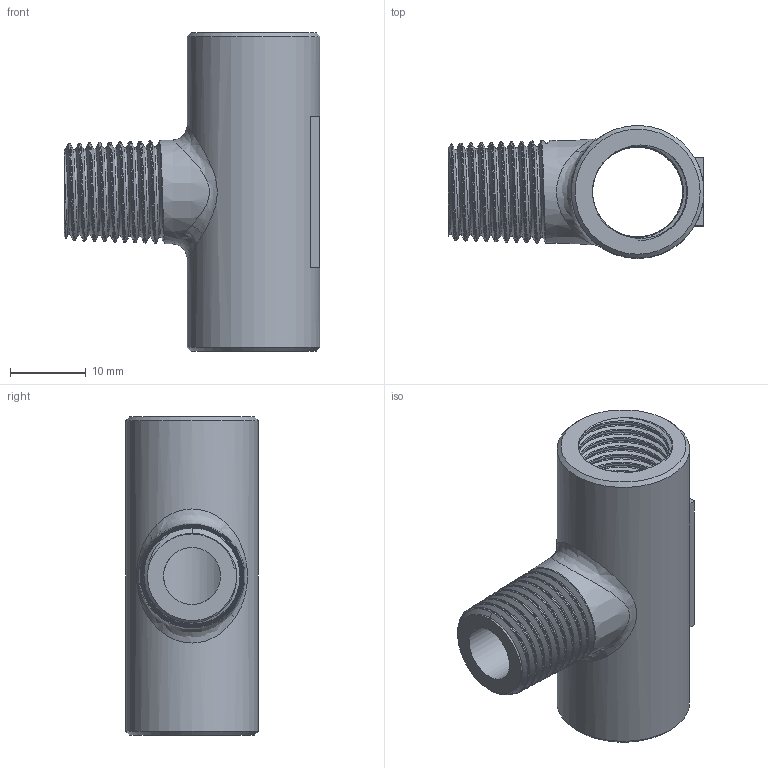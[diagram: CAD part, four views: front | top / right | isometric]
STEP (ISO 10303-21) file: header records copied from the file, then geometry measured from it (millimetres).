
FILE_DESCRIPTION(/* description */ ('Unknown'),/* implementation_level */ '2;1');
FILE_NAME(/* name */ '20201110-R-221-A-P-009-DN8',/* time_stamp */ '2020-11-10T16:09:01+08:00',/* author */ ('Unknown'),/* organization */ ('Unknown'),/* preprocessor_version */ 'ST-DEVELOPER v16.7',/* originating_system */ 'DEX',/* authorisation */ $);
FILE_SCHEMA (('AUTOMOTIVE_DESIGN {1 0 10303 214 3 1 1}'));
Length unit declared in the file: millimetre
Products named in the file (1): R-221-A_DN8
Bounding box: 33.75 x 17.5 x 42 mm (x, y, z)
Volume: 6532.4 mm3; surface area: 6062.2 mm2
Topology: 1 solids, 1 shells, 74 faces, 265 edges, 194 vertices
Faces by surface type: cylinder 25, bspline 22, plane 14, cone 13
Full cylindrical faces by diameter (mm): 7.5 x1, 11.89 x18, 17.5 x1
Entity records: 20662 total; most frequent: CARTESIAN_POINT 19226, ORIENTED_EDGE 458, EDGE_CURVE 229, VERTEX_POINT 193, DIRECTION 109, B_SPLINE_CURVE_WITH_KNOTS 100, EDGE_LOOP 58, FACE_BOUND 58
